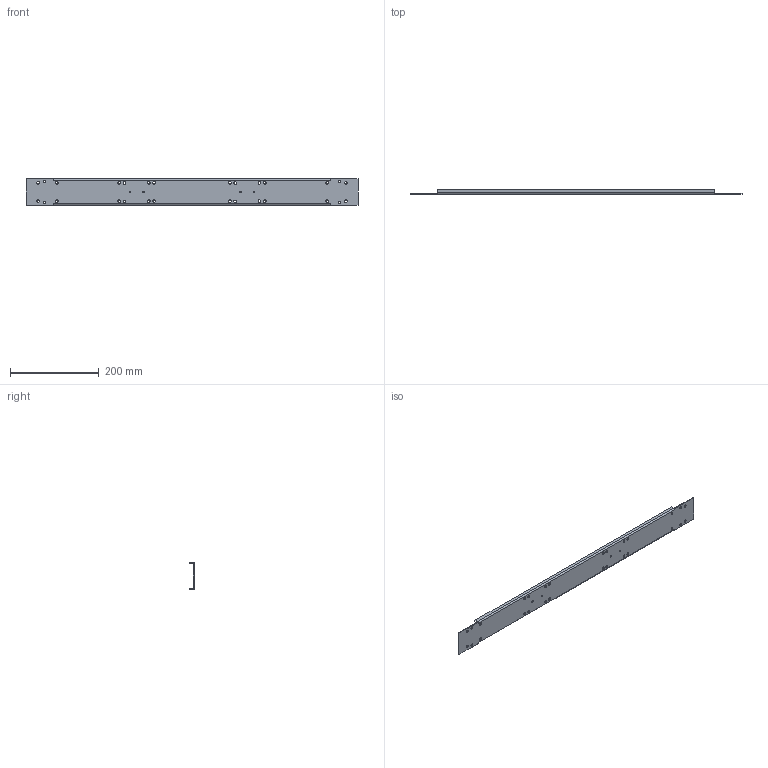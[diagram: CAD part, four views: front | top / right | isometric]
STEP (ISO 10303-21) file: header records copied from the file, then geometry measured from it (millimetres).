
FILE_DESCRIPTION((''),'2;1');
FILE_NAME('001338131_BL_UA_3_ASM','2023-03-06T13:15:49',('klemen.sitar'),('Audax d.o.o.'),'CREO PARAMETRIC BY PTC INC, 2021304','CREO PARAMETRIC BY PTC INC, 2021304','');
FILE_SCHEMA(('AP242_MANAGED_MODEL_BASED_3D_ENGINEERING_MIM_LF { 1 0 10303 442 1 1 4 }'));
Length unit declared in the file: millimetre
Products named in the file (6): 3006888304_1_1_1_1; ENCLOSURE_ACCESSORIES_GENERAL_1_ASM; ASM0001_ASM_1_ASM_1_ASM; 001338147_BL_UR_4_ASM_1_ASM_1_ASM; 001338146_BL_UR_3_ASM_1_ASM; 001338131_BL_UA_3_ASM
Assembly tree (5 placements, depth 6):
  001338131_BL_UA_3_ASM
    001338146_BL_UR_3_ASM_1_ASM
      001338147_BL_UR_4_ASM_1_ASM_1_ASM
        ASM0001_ASM_1_ASM_1_ASM
          ENCLOSURE_ACCESSORIES_GENERAL_1_ASM
            3006888304_1_1_1_1
Bounding box: 750 x 10 x 59.5 mm (x, y, z)
Volume: 105411.5 mm3; surface area: 109874.3 mm2
Topology: 1 solids, 1 shells, 90 faces, 260 edges, 172 vertices
Faces by surface type: cylinder 68, plane 22
Entity records: 4656 total; most frequent: DIRECTION 614, CARTESIAN_POINT 549, ORIENTED_EDGE 520, PRESENTATION_STYLE_ASSIGNMENT 261, STYLED_ITEM 261, CURVE_STYLE 260, EDGE_CURVE 260, AXIS2_PLACEMENT_3D 249
